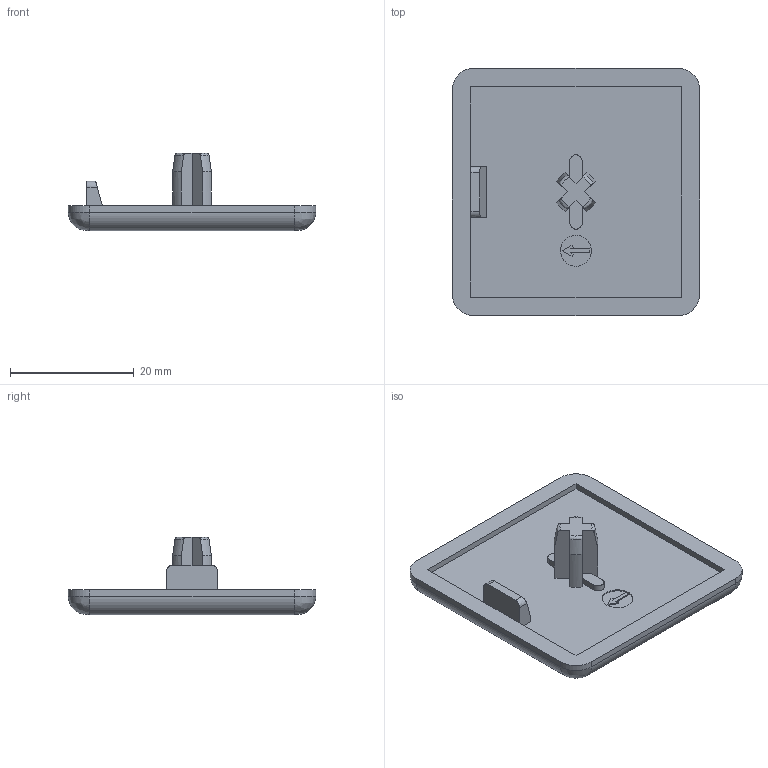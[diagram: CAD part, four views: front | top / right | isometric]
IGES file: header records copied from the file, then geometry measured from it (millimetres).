
Global section: file name: 224040.17; native system: Autodesk Inventor 2024; preprocessor: unknown; author: jiri.spacek; date: 20241011.163144; units: millimetre
Bounding box: 40 x 40 x 12.5 mm (x, y, z)
Volume: 5230.6 mm3; surface area: 4069.8 mm2
Topology: 1 solids, 1 shells, 73 faces, 193 edges, 126 vertices
Faces by surface type: bspline 73
